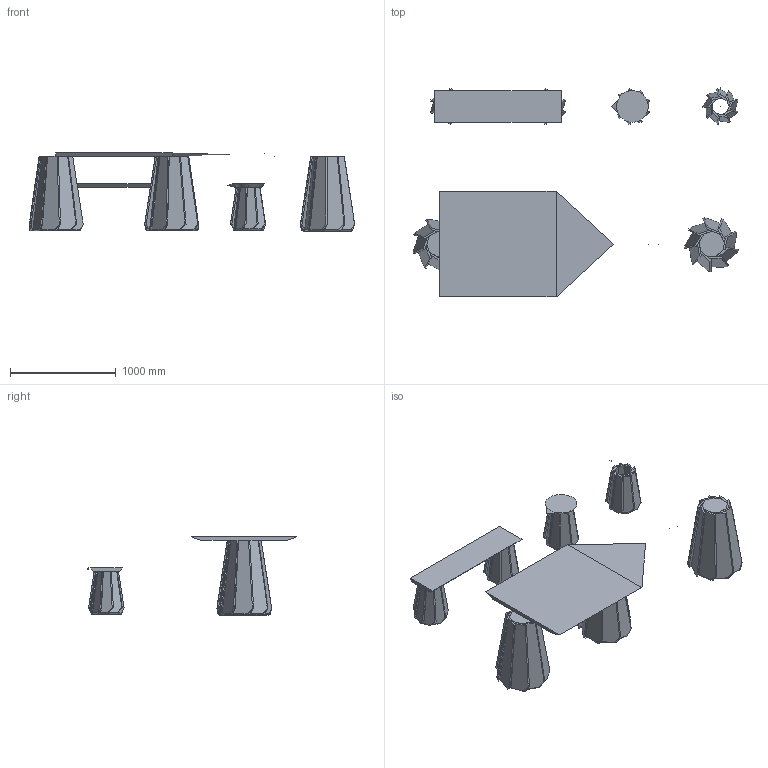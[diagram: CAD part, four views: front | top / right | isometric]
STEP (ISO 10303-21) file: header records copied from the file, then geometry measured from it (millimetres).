
FILE_DESCRIPTION(/* description */ (''),/* implementation_level */ '2;1');
FILE_NAME(/* name */ 'V&Z_Brezina_IRIS collection',/* time_stamp */ '2023-09-11T10:46:07+02:00',/* author */ (''),/* organization */ (''),/* preprocessor_version */ 'ST-DEVELOPER v16.5',/* originating_system */ 'Rhino 7.14',/* authorisation */ '');
FILE_SCHEMA (('CONFIG_CONTROL_DESIGN'));
Length unit declared in the file: millimetre
Products named in the file (1): Document
Bounding box: 3080.61 x 1988.13 x 738.91 mm (x, y, z)
Volume: 235937958.2 mm3; surface area: 22649113.7 mm2
Topology: 77 solids, 77 shells, 809 faces, 1831 edges, 1194 vertices
Faces by surface type: bspline 302, cylinder 283, plane 224
Full cylindrical faces by diameter (mm): 331.035 x1, 335.978 x1, 365.978 x2
Entity records: 28301 total; most frequent: CARTESIAN_POINT 16522, ORIENTED_EDGE 3582, EDGE_CURVE 1791, VERTEX_POINT 1136, B_SPLINE_CURVE_WITH_KNOTS 907, ADVANCED_FACE 809, FACE_OUTER_BOUND 809, EDGE_LOOP 809
